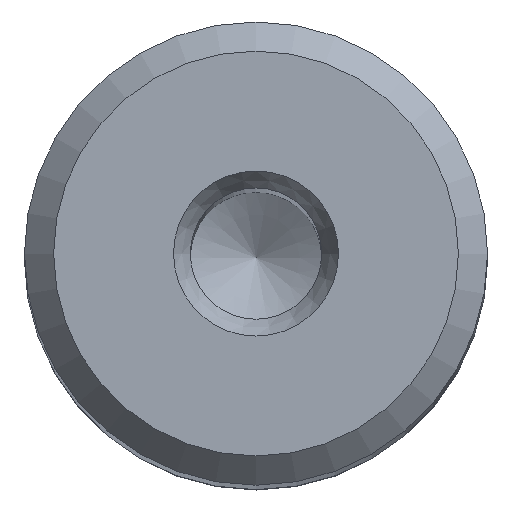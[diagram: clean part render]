
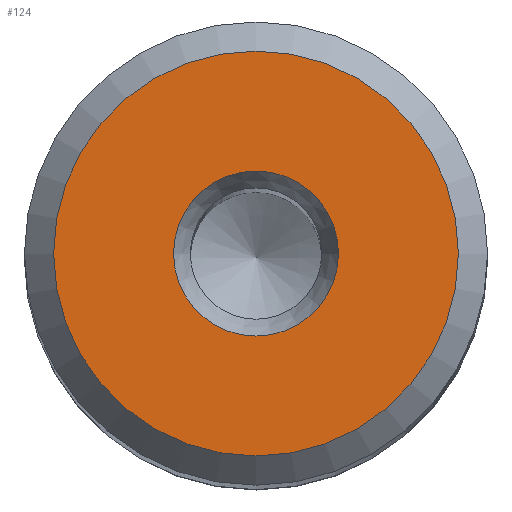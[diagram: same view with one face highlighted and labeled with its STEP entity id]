
A CAD part, top view. The second image highlights one B-rep face of the part: STEP entity #124.
In plain terms, the highlighted planar face has unit normal (0, 0, 1).
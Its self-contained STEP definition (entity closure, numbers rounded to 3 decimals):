
#43=PLANE('',#863);
#124=ADVANCED_FACE('',(#351,#352),#43,.F.);
#351=FACE_BOUND('',#475,.T.);
#352=FACE_BOUND('',#476,.T.);
#475=EDGE_LOOP('',(#597));
#476=EDGE_LOOP('',(#598));
#597=ORIENTED_EDGE('',*,*,#737,.T.);
#598=ORIENTED_EDGE('',*,*,#738,.F.);
#674=VERTEX_POINT('',#1561);
#675=VERTEX_POINT('',#1563);
#737=EDGE_CURVE('',#674,#674,#796,.T.);
#738=EDGE_CURVE('',#675,#675,#797,.T.);
#796=CIRCLE('',#861,13.875);
#797=CIRCLE('',#862,5.655);
#861=AXIS2_PLACEMENT_3D('',#1560,#1032,#1033);
#862=AXIS2_PLACEMENT_3D('',#1562,#1034,#1035);
#863=AXIS2_PLACEMENT_3D('',#1564,#1036,#1037);
#1032=DIRECTION('',(0.,0.,1.));
#1033=DIRECTION('',(-1.,0.,0.));
#1034=DIRECTION('',(0.,0.,1.));
#1035=DIRECTION('',(1.,0.,0.));
#1036=DIRECTION('',(0.,0.,-1.));
#1037=DIRECTION('',(-1.,0.,0.));
#1560=CARTESIAN_POINT('',(0.,0.,161.));
#1561=CARTESIAN_POINT('',(-13.875,0.,161.));
#1562=CARTESIAN_POINT('',(0.,0.,161.));
#1563=CARTESIAN_POINT('',(5.655,0.,161.));
#1564=CARTESIAN_POINT('',(15.875,0.,161.));
